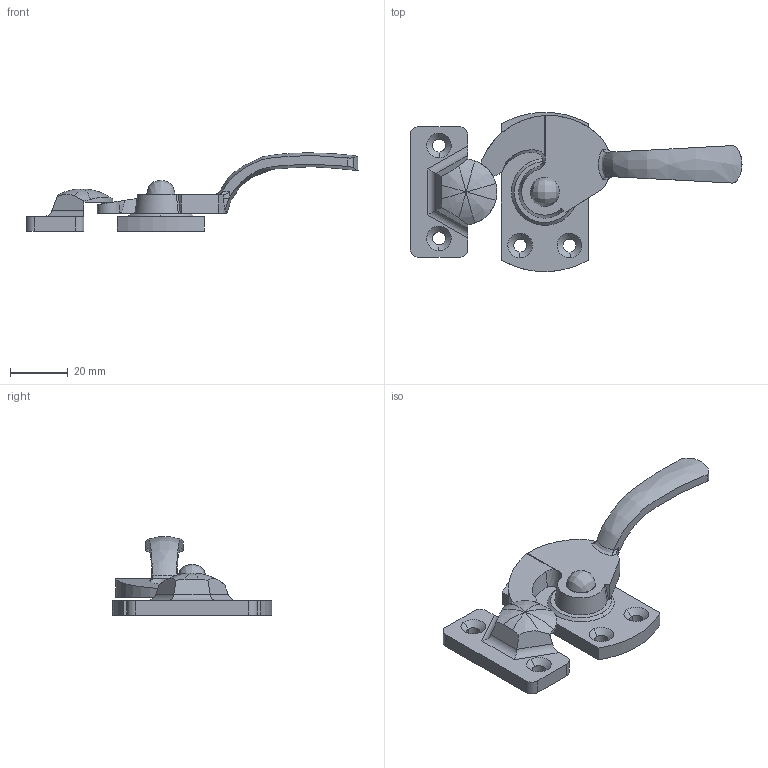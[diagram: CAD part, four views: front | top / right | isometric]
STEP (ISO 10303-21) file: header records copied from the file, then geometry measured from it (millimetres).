
FILE_DESCRIPTION((''),'2;1');
FILE_NAME('','2005-10-12T12:05:36',(''),(''),'','CADfix','');
FILE_SCHEMA(('AUTOMOTIVE_DESIGN'));
Length unit declared in the file: millimetre
Products named in the file (7): washer_C_mr; washer_B_mr; rivet_mr; keeper_mr; handle_mr; base_mr; THA_430_5R_32657_36
Assembly tree (6 placements, depth 2):
  THA_430_5R_32657_36
    washer_C_mr
    washer_B_mr
    rivet_mr
    keeper_mr
    handle_mr
    base_mr
Bounding box: 114.5 x 54.89 x 26.98 mm (x, y, z)
Volume: 18875.3 mm3; surface area: 12963.8 mm2
Topology: 6 solids, 6 shells, 166 faces, 523 edges, 374 vertices
Faces by surface type: bspline 166
Entity records: 8040 total; most frequent: CARTESIAN_POINT 5031, ORIENTED_EDGE 1046, EDGE_CURVE 523, VERTEX_POINT 374, QUASI_UNIFORM_CURVE 206, EDGE_LOOP 191, FACE_OUTER_BOUND 166, ADVANCED_FACE 166
